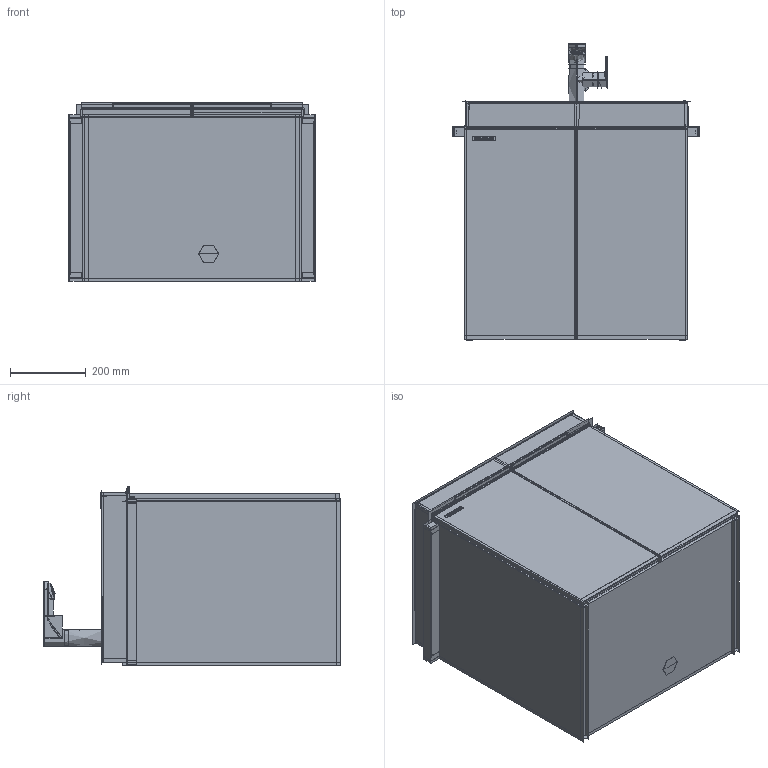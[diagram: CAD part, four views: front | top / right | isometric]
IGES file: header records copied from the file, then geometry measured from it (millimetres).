
Start section:  PTC IGES file: CVASCV60-SH1G801C0.igs
Global section: file name: CVASCV60-SH1G801C0.igs; native system: Creo Parametric by PTC Inc.; preprocessor: 2019224; author: 10113527; organization: Unknown; date: 20200701.101829; units: millimetre
Bounding box: 650.36 x 783.88 x 474.24 mm (x, y, z)
Surface area: 16941265.7 mm2 (no closed solid volume)
Topology: 0 solids, 0 shells, 10215 faces, 156637 edges, 206735 vertices
Faces by surface type: bspline 5978, revolution 3707, extrusion 530
